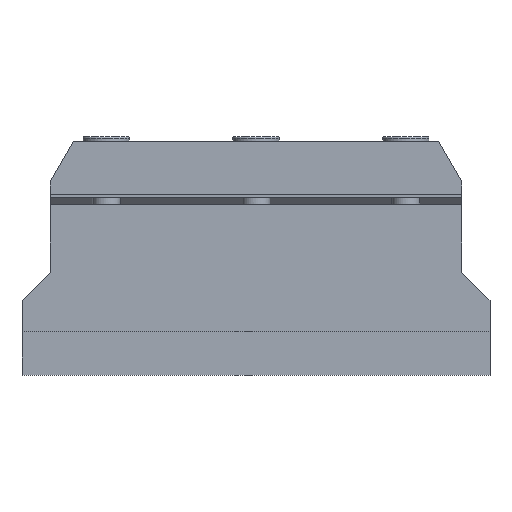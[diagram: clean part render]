
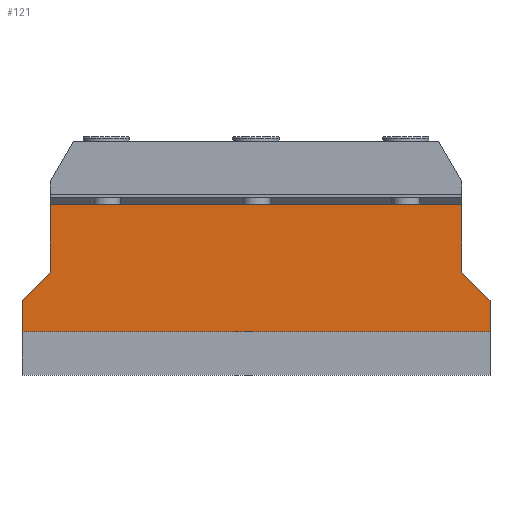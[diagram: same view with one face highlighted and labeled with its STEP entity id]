
A CAD part, front view. The second image highlights one B-rep face of the part: STEP entity #121.
In plain terms, the highlighted planar face has unit normal (0, -1, 0).
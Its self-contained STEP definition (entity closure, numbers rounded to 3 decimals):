
#121=ADVANCED_FACE('',(#201),#167,.F.);
#167=PLANE('',#944);
#201=FACE_OUTER_BOUND('',#241,.T.);
#241=EDGE_LOOP('',(#395,#396,#397,#398,#399,#400,#401,#402));
#395=ORIENTED_EDGE('',*,*,#629,.F.);
#396=ORIENTED_EDGE('',*,*,#690,.F.);
#397=ORIENTED_EDGE('',*,*,#680,.F.);
#398=ORIENTED_EDGE('',*,*,#672,.F.);
#399=ORIENTED_EDGE('',*,*,#670,.F.);
#400=ORIENTED_EDGE('',*,*,#656,.T.);
#401=ORIENTED_EDGE('',*,*,#638,.F.);
#402=ORIENTED_EDGE('',*,*,#634,.F.);
#545=VERTEX_POINT('',#1275);
#546=VERTEX_POINT('',#1277);
#549=VERTEX_POINT('',#1286);
#552=VERTEX_POINT('',#1294);
#567=VERTEX_POINT('',#1326);
#579=VERTEX_POINT('',#1355);
#580=VERTEX_POINT('',#1359);
#587=VERTEX_POINT('',#1375);
#629=EDGE_CURVE('',#545,#546,#748,.T.);
#634=EDGE_CURVE('',#546,#549,#752,.T.);
#638=EDGE_CURVE('',#549,#552,#756,.T.);
#656=EDGE_CURVE('',#567,#552,#769,.T.);
#670=EDGE_CURVE('',#567,#579,#781,.T.);
#672=EDGE_CURVE('',#579,#580,#783,.T.);
#680=EDGE_CURVE('',#580,#587,#790,.T.);
#690=EDGE_CURVE('',#587,#545,#799,.T.);
#748=LINE('',#1276,#842);
#752=LINE('',#1285,#846);
#756=LINE('',#1293,#850);
#769=LINE('',#1328,#863);
#781=LINE('',#1354,#875);
#783=LINE('',#1358,#877);
#790=LINE('',#1374,#884);
#799=LINE('',#1393,#893);
#842=VECTOR('',#1018,1.);
#846=VECTOR('',#1026,1.);
#850=VECTOR('',#1032,1.);
#863=VECTOR('',#1057,1.);
#875=VECTOR('',#1075,1.);
#877=VECTOR('',#1079,1.);
#884=VECTOR('',#1090,1.);
#893=VECTOR('',#1111,1.);
#944=AXIS2_PLACEMENT_3D('',#1395,#1114,#1115);
#1018=DIRECTION('',(0.,0.,1.));
#1026=DIRECTION('',(0.707,0.,0.707));
#1032=DIRECTION('',(0.,0.,1.));
#1057=DIRECTION('',(-1.,0.,0.));
#1075=DIRECTION('',(0.,0.,-1.));
#1079=DIRECTION('',(0.707,0.,-0.707));
#1090=DIRECTION('',(0.,0.,-1.));
#1111=DIRECTION('',(-1.,0.,0.));
#1114=DIRECTION('',(0.,1.,0.));
#1115=DIRECTION('',(0.,0.,1.));
#1275=CARTESIAN_POINT('',(0.,5.3,-28.239));
#1276=CARTESIAN_POINT('',(0.,5.3,-36.5));
#1277=CARTESIAN_POINT('',(0.,5.3,-20.5));
#1285=CARTESIAN_POINT('',(0.,5.3,-20.5));
#1286=CARTESIAN_POINT('',(6.,5.3,-14.5));
#1293=CARTESIAN_POINT('',(6.,5.3,0.));
#1294=CARTESIAN_POINT('',(6.,5.3,0.));
#1326=CARTESIAN_POINT('',(94.,5.3,0.));
#1328=CARTESIAN_POINT('',(141.29,5.3,0.));
#1354=CARTESIAN_POINT('',(94.,5.3,0.));
#1355=CARTESIAN_POINT('',(94.,5.3,-14.5));
#1358=CARTESIAN_POINT('',(100.,5.3,-20.5));
#1359=CARTESIAN_POINT('',(100.,5.3,-20.5));
#1374=CARTESIAN_POINT('',(100.,5.3,-36.5));
#1375=CARTESIAN_POINT('',(100.,5.3,-28.239));
#1393=CARTESIAN_POINT('',(141.29,5.3,-28.239));
#1395=CARTESIAN_POINT('',(141.29,5.3,0.));
